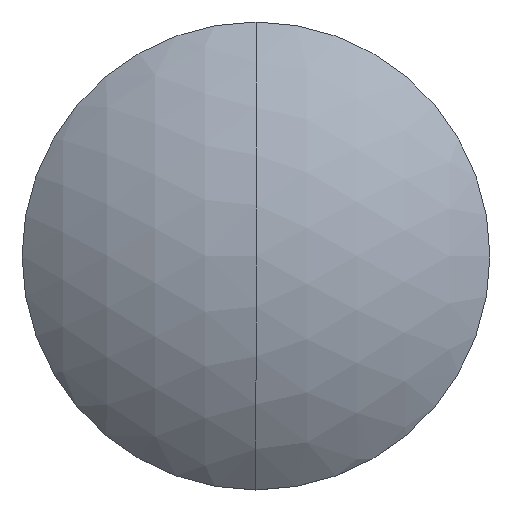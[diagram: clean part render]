
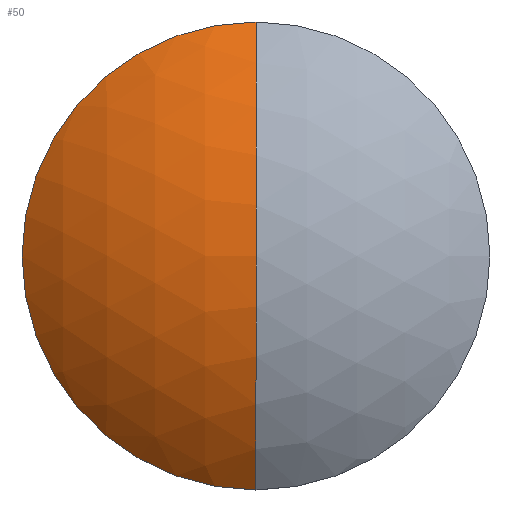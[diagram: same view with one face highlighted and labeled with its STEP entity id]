
A CAD part, top view. The second image highlights one B-rep face of the part: STEP entity #50.
In plain terms, the highlighted spherical face has radius 38.63 mm.
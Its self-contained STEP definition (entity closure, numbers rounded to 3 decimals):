
#43 = ORIENTED_EDGE ( 'NONE', *, *, #55, .T. ) ;
#50 = ADVANCED_FACE ( 'NONE', ( #151 ), #136, .T. ) ;
#51 = EDGE_LOOP ( 'NONE', ( #43, #73, #72, #61 ) ) ;
#55 = EDGE_CURVE ( 'NONE', #56, #80, #124, .T. ) ;
#56 = VERTEX_POINT ( 'NONE', #125 ) ;
#60 = VERTEX_POINT ( 'NONE', #108 ) ;
#61 = ORIENTED_EDGE ( 'NONE', *, *, #62, .F. ) ;
#62 = EDGE_CURVE ( 'NONE', #56, #60, #107, .T. ) ;
#70 = VERTEX_POINT ( 'NONE', #190 ) ;
#71 = EDGE_CURVE ( 'NONE', #80, #70, #188, .T. ) ;
#72 = ORIENTED_EDGE ( 'NONE', *, *, #74, .T. ) ;
#73 = ORIENTED_EDGE ( 'NONE', *, *, #71, .T. ) ;
#74 = EDGE_CURVE ( 'NONE', #70, #60, #230, .T. ) ;
#80 = VERTEX_POINT ( 'NONE', #216 ) ;
#103 = DIRECTION ( 'NONE',  ( 0., 0., -1. ) ) ;
#104 = DIRECTION ( 'NONE',  ( 1., 0., 0. ) ) ;
#105 = CARTESIAN_POINT ( 'NONE',  ( 0., 0., -32.37 ) ) ;
#106 = AXIS2_PLACEMENT_3D ( 'NONE', #105, #104, #103 ) ;
#107 = CIRCLE ( 'NONE', #106, 38.63 ) ;
#108 = CARTESIAN_POINT ( 'NONE',  ( 0., 0., 6.26 ) ) ;
#120 = DIRECTION ( 'NONE',  ( 1., 0., 0. ) ) ;
#121 = DIRECTION ( 'NONE',  ( 0., 0., 1. ) ) ;
#122 = CARTESIAN_POINT ( 'NONE',  ( 0., 0., -3.265 ) ) ;
#123 = AXIS2_PLACEMENT_3D ( 'NONE', #122, #121, #120 ) ;
#124 = CIRCLE ( 'NONE', #123, 25.4 ) ;
#125 = CARTESIAN_POINT ( 'NONE',  ( 0., 25.4, -3.265 ) ) ;
#130 = DIRECTION ( 'NONE',  ( 0., 1., 0. ) ) ;
#131 = DIRECTION ( 'NONE',  ( -1., 0., 0. ) ) ;
#133 = CARTESIAN_POINT ( 'NONE',  ( 0., 0., -32.37 ) ) ;
#134 = AXIS2_PLACEMENT_3D ( 'NONE', #133, #131, #130 ) ;
#136 = SPHERICAL_SURFACE ( 'NONE', #134, 38.63 ) ;
#151 = FACE_OUTER_BOUND ( 'NONE', #51, .T. ) ;
#184 = DIRECTION ( 'NONE',  ( 1., 0., 0. ) ) ;
#185 = DIRECTION ( 'NONE',  ( 0., 0., 1. ) ) ;
#186 = CARTESIAN_POINT ( 'NONE',  ( 0., 0., -3.265 ) ) ;
#187 = AXIS2_PLACEMENT_3D ( 'NONE', #186, #185, #184 ) ;
#188 = CIRCLE ( 'NONE', #187, 25.4 ) ;
#189 = CARTESIAN_POINT ( 'NONE',  ( 0., 0., -32.37 ) ) ;
#190 = CARTESIAN_POINT ( 'NONE',  ( 0., -25.4, -3.265 ) ) ;
#216 = CARTESIAN_POINT ( 'NONE',  ( -25.4, 0., -3.265 ) ) ;
#227 = DIRECTION ( 'NONE',  ( 0., -1., 0. ) ) ;
#228 = DIRECTION ( 'NONE',  ( -1., 0., 0. ) ) ;
#229 = AXIS2_PLACEMENT_3D ( 'NONE', #189, #228, #227 ) ;
#230 = CIRCLE ( 'NONE', #229, 38.63 ) ;
